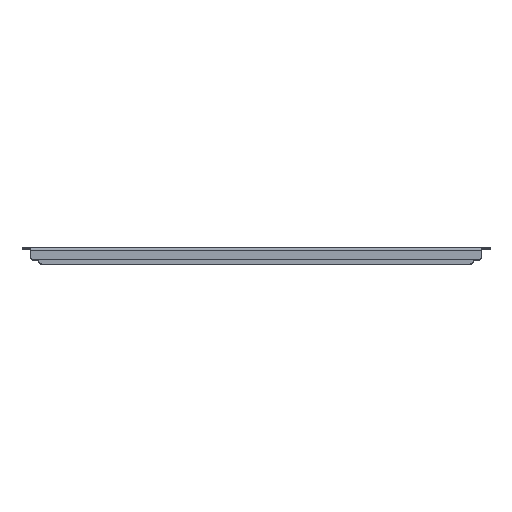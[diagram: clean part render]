
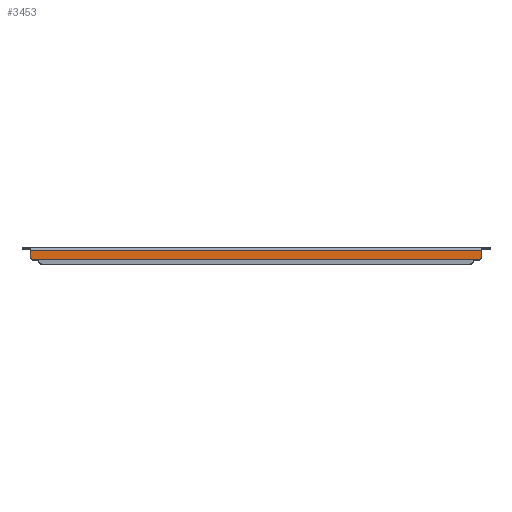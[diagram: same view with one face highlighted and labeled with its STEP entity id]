
A CAD part, top view. The second image highlights one B-rep face of the part: STEP entity #3453.
In plain terms, the highlighted planar face has unit normal (0, 0, 1).
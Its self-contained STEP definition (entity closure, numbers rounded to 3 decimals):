
#38 = CARTESIAN_POINT ( 'NONE',  ( 0., -3., 47.45 ) ) ;
#87 = CARTESIAN_POINT ( 'NONE',  ( 278.25, -15., 47.45 ) ) ;
#105 = VERTEX_POINT ( 'NONE', #410 ) ;
#167 = CARTESIAN_POINT ( 'NONE',  ( 0., 0., 47.45 ) ) ;
#249 = CARTESIAN_POINT ( 'NONE',  ( -278.25, -3., 47.45 ) ) ;
#256 = EDGE_LOOP ( 'NONE', ( #323, #3102, #2556, #1171, #2092, #1983 ) ) ;
#312 = LINE ( 'NONE', #1389, #1155 ) ;
#323 = ORIENTED_EDGE ( 'NONE', *, *, #2213, .F. ) ;
#351 = EDGE_CURVE ( 'NONE', #2393, #1001, #2781, .T. ) ;
#355 = DIRECTION ( 'NONE',  ( 0., -1., 0. ) ) ;
#410 = CARTESIAN_POINT ( 'NONE',  ( -273.25, -15., 47.45 ) ) ;
#579 = CIRCLE ( 'NONE', #3017, 5. ) ;
#606 = LINE ( 'NONE', #38, #3154 ) ;
#651 = DIRECTION ( 'NONE',  ( 0., -1., 0. ) ) ;
#853 = VECTOR ( 'NONE', #355, 1000. ) ;
#879 = DIRECTION ( 'NONE',  ( 0., 1., 0. ) ) ;
#908 = VERTEX_POINT ( 'NONE', #1985 ) ;
#969 = CIRCLE ( 'NONE', #2961, 5. ) ;
#1001 = VERTEX_POINT ( 'NONE', #2824 ) ;
#1155 = VECTOR ( 'NONE', #879, 1000. ) ;
#1171 = ORIENTED_EDGE ( 'NONE', *, *, #3426, .T. ) ;
#1181 = EDGE_CURVE ( 'NONE', #3094, #105, #1292, .T. ) ;
#1217 = PLANE ( 'NONE',  #3419 ) ;
#1250 = DIRECTION ( 'NONE',  ( 0., 0., 1. ) ) ;
#1292 = LINE ( 'NONE', #1316, #3471 ) ;
#1316 = CARTESIAN_POINT ( 'NONE',  ( -278.25, -15., 47.45 ) ) ;
#1389 = CARTESIAN_POINT ( 'NONE',  ( -278.25, -1.5, 47.45 ) ) ;
#1724 = CARTESIAN_POINT ( 'NONE',  ( 273.25, -10., 47.45 ) ) ;
#1742 = CARTESIAN_POINT ( 'NONE',  ( 273.25, -15., 47.45 ) ) ;
#1755 = DIRECTION ( 'NONE',  ( 0., 0., 1. ) ) ;
#1981 = DIRECTION ( 'NONE',  ( -1., 0., 0. ) ) ;
#1983 = ORIENTED_EDGE ( 'NONE', *, *, #2571, .T. ) ;
#1985 = CARTESIAN_POINT ( 'NONE',  ( -278.25, -10., 47.45 ) ) ;
#2021 = DIRECTION ( 'NONE',  ( 0., -1., 0. ) ) ;
#2092 = ORIENTED_EDGE ( 'NONE', *, *, #351, .F. ) ;
#2213 = EDGE_CURVE ( 'NONE', #908, #2822, #312, .T. ) ;
#2324 = DIRECTION ( 'NONE',  ( 0., -1., 0. ) ) ;
#2393 = VERTEX_POINT ( 'NONE', #2632 ) ;
#2409 = DIRECTION ( 'NONE',  ( -1., 0., 0. ) ) ;
#2556 = ORIENTED_EDGE ( 'NONE', *, *, #1181, .F. ) ;
#2566 = FACE_OUTER_BOUND ( 'NONE', #256, .T. ) ;
#2571 = EDGE_CURVE ( 'NONE', #2393, #2822, #606, .T. ) ;
#2632 = CARTESIAN_POINT ( 'NONE',  ( 278.25, -3., 47.45 ) ) ;
#2781 = LINE ( 'NONE', #87, #853 ) ;
#2822 = VERTEX_POINT ( 'NONE', #249 ) ;
#2824 = CARTESIAN_POINT ( 'NONE',  ( 278.25, -10., 47.45 ) ) ;
#2961 = AXIS2_PLACEMENT_3D ( 'NONE', #1724, #1755, #2324 ) ;
#3017 = AXIS2_PLACEMENT_3D ( 'NONE', #3366, #3080, #651 ) ;
#3080 = DIRECTION ( 'NONE',  ( 0., 0., 1. ) ) ;
#3094 = VERTEX_POINT ( 'NONE', #1742 ) ;
#3102 = ORIENTED_EDGE ( 'NONE', *, *, #3511, .T. ) ;
#3154 = VECTOR ( 'NONE', #1981, 1000. ) ;
#3366 = CARTESIAN_POINT ( 'NONE',  ( -273.25, -10., 47.45 ) ) ;
#3419 = AXIS2_PLACEMENT_3D ( 'NONE', #167, #1250, #2021 ) ;
#3426 = EDGE_CURVE ( 'NONE', #3094, #1001, #969, .T. ) ;
#3453 = ADVANCED_FACE ( 'NONE', ( #2566 ), #1217, .T. ) ;
#3471 = VECTOR ( 'NONE', #2409, 1000. ) ;
#3511 = EDGE_CURVE ( 'NONE', #908, #105, #579, .T. ) ;
